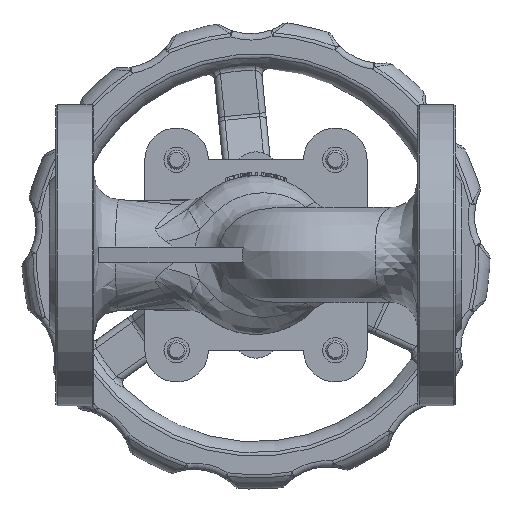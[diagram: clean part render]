
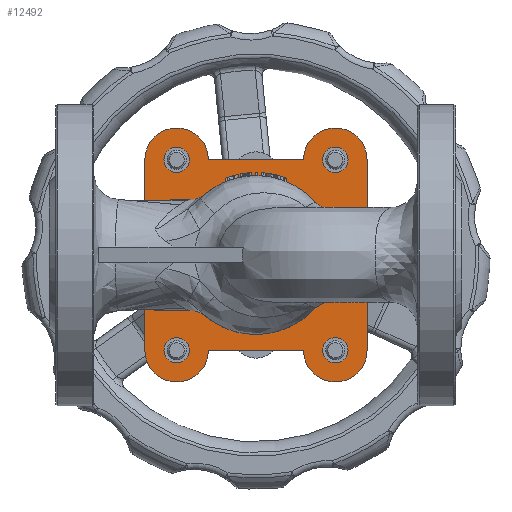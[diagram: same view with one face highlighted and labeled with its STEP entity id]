
A CAD part, front view. The second image highlights one B-rep face of the part: STEP entity #12492.
In plain terms, the highlighted planar face has unit normal (0, -1, 0).
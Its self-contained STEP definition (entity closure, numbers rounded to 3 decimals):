
#273=FACE_BOUND('',#3443,.T.);
#274=FACE_BOUND('',#3444,.T.);
#275=FACE_BOUND('',#3445,.T.);
#276=FACE_BOUND('',#3446,.T.);
#277=FACE_BOUND('',#3447,.T.);
#1015=CIRCLE('',#13579,25.);
#1038=CIRCLE('',#13623,10.);
#1039=CIRCLE('',#13624,10.);
#1040=CIRCLE('',#13625,10.);
#1041=CIRCLE('',#13626,10.);
#1042=CIRCLE('',#13627,4.);
#1043=CIRCLE('',#13628,4.);
#1044=CIRCLE('',#13629,4.);
#1045=CIRCLE('',#13630,4.);
#2648=FACE_OUTER_BOUND('',#3442,.T.);
#3442=EDGE_LOOP('',(#9985,#9986,#9987,#9988,#9989,#9990,#9991,#9992));
#3443=EDGE_LOOP('',(#9993));
#3444=EDGE_LOOP('',(#9994));
#3445=EDGE_LOOP('',(#9995));
#3446=EDGE_LOOP('',(#9996));
#3447=EDGE_LOOP('',(#9997,#9998));
#4326=LINE('',#22461,#4916);
#4327=LINE('',#22465,#4917);
#4328=LINE('',#22469,#4918);
#4329=LINE('',#22472,#4919);
#4916=VECTOR('',#16138,10.);
#4917=VECTOR('',#16141,10.);
#4918=VECTOR('',#16144,10.);
#4919=VECTOR('',#16147,10.);
#5261=B_SPLINE_CURVE_WITH_KNOTS('',3,(#22481,#22482,#22483,#22484,#22485,
#22486,#22487,#22488,#22489,#22490,#22491,#22492,#22493,#22494,#22495,#22496,
#22497,#22498,#22499,#22500),.UNSPECIFIED.,.F.,.F.,(4,2,2,2,2,2,2,2,2,4),
(0.,0.391,0.584,0.672,0.735,
0.8,0.896,1.008,1.204,1.46),
 .UNSPECIFIED.);
#5930=VERTEX_POINT('',#22147);
#5931=VERTEX_POINT('',#22245);
#5968=VERTEX_POINT('',#22457);
#5969=VERTEX_POINT('',#22458);
#5970=VERTEX_POINT('',#22460);
#5971=VERTEX_POINT('',#22462);
#5972=VERTEX_POINT('',#22464);
#5973=VERTEX_POINT('',#22466);
#5974=VERTEX_POINT('',#22468);
#5975=VERTEX_POINT('',#22470);
#5976=VERTEX_POINT('',#22473);
#5977=VERTEX_POINT('',#22475);
#5978=VERTEX_POINT('',#22477);
#5979=VERTEX_POINT('',#22479);
#7304=EDGE_CURVE('',#5931,#5930,#1015,.T.);
#7359=EDGE_CURVE('',#5968,#5969,#1038,.T.);
#7360=EDGE_CURVE('',#5970,#5968,#4326,.T.);
#7361=EDGE_CURVE('',#5971,#5970,#1039,.T.);
#7362=EDGE_CURVE('',#5972,#5971,#4327,.T.);
#7363=EDGE_CURVE('',#5973,#5972,#1040,.T.);
#7364=EDGE_CURVE('',#5974,#5973,#4328,.T.);
#7365=EDGE_CURVE('',#5975,#5974,#1041,.T.);
#7366=EDGE_CURVE('',#5969,#5975,#4329,.T.);
#7367=EDGE_CURVE('',#5976,#5976,#1042,.T.);
#7368=EDGE_CURVE('',#5977,#5977,#1043,.T.);
#7369=EDGE_CURVE('',#5978,#5978,#1044,.T.);
#7370=EDGE_CURVE('',#5979,#5979,#1045,.T.);
#7371=EDGE_CURVE('',#5930,#5931,#5261,.F.);
#9985=ORIENTED_EDGE('',*,*,#7359,.F.);
#9986=ORIENTED_EDGE('',*,*,#7360,.F.);
#9987=ORIENTED_EDGE('',*,*,#7361,.F.);
#9988=ORIENTED_EDGE('',*,*,#7362,.F.);
#9989=ORIENTED_EDGE('',*,*,#7363,.F.);
#9990=ORIENTED_EDGE('',*,*,#7364,.F.);
#9991=ORIENTED_EDGE('',*,*,#7365,.F.);
#9992=ORIENTED_EDGE('',*,*,#7366,.F.);
#9993=ORIENTED_EDGE('',*,*,#7367,.F.);
#9994=ORIENTED_EDGE('',*,*,#7368,.F.);
#9995=ORIENTED_EDGE('',*,*,#7369,.F.);
#9996=ORIENTED_EDGE('',*,*,#7370,.F.);
#9997=ORIENTED_EDGE('',*,*,#7371,.T.);
#9998=ORIENTED_EDGE('',*,*,#7304,.T.);
#12106=PLANE('',#13622);
#12492=ADVANCED_FACE('',(#2648,#273,#274,#275,#276,#277),#12106,.F.);
#13579=AXIS2_PLACEMENT_3D('',#22246,#16019,#16020);
#13622=AXIS2_PLACEMENT_3D('',#22456,#16134,#16135);
#13623=AXIS2_PLACEMENT_3D('',#22459,#16136,#16137);
#13624=AXIS2_PLACEMENT_3D('',#22463,#16139,#16140);
#13625=AXIS2_PLACEMENT_3D('',#22467,#16142,#16143);
#13626=AXIS2_PLACEMENT_3D('',#22471,#16145,#16146);
#13627=AXIS2_PLACEMENT_3D('',#22474,#16148,#16149);
#13628=AXIS2_PLACEMENT_3D('',#22476,#16150,#16151);
#13629=AXIS2_PLACEMENT_3D('',#22478,#16152,#16153);
#13630=AXIS2_PLACEMENT_3D('',#22480,#16154,#16155);
#16019=DIRECTION('center_axis',(0.,1.,0.));
#16020=DIRECTION('ref_axis',(0.,0.,1.));
#16134=DIRECTION('center_axis',(0.,1.,0.));
#16135=DIRECTION('ref_axis',(0.,0.,1.));
#16136=DIRECTION('center_axis',(0.,1.,0.));
#16137=DIRECTION('ref_axis',(1.,0.,0.));
#16138=DIRECTION('',(1.,0.,0.));
#16139=DIRECTION('center_axis',(0.,1.,0.));
#16140=DIRECTION('ref_axis',(1.,0.,0.));
#16141=DIRECTION('',(0.,0.,1.));
#16142=DIRECTION('center_axis',(0.,1.,0.));
#16143=DIRECTION('ref_axis',(1.,0.,0.));
#16144=DIRECTION('',(-1.,0.,0.));
#16145=DIRECTION('center_axis',(0.,1.,0.));
#16146=DIRECTION('ref_axis',(1.,0.,0.));
#16147=DIRECTION('',(0.,0.,-1.));
#16148=DIRECTION('center_axis',(0.,-1.,0.));
#16149=DIRECTION('ref_axis',(-1.,0.,0.));
#16150=DIRECTION('center_axis',(0.,-1.,0.));
#16151=DIRECTION('ref_axis',(-1.,0.,0.));
#16152=DIRECTION('center_axis',(0.,-1.,0.));
#16153=DIRECTION('ref_axis',(-1.,0.,0.));
#16154=DIRECTION('center_axis',(0.,-1.,0.));
#16155=DIRECTION('ref_axis',(-1.,0.,0.));
#22147=CARTESIAN_POINT('',(41.162,26.75,-7.139));
#22245=CARTESIAN_POINT('',(41.162,26.75,7.139));
#22246=CARTESIAN_POINT('Origin',(65.121,26.75,0.));
#22456=CARTESIAN_POINT('Origin',(65.121,26.75,0.));
#22457=CARTESIAN_POINT('',(80.121,26.75,30.));
#22458=CARTESIAN_POINT('',(100.121,26.75,30.));
#22459=CARTESIAN_POINT('Origin',(90.121,26.75,30.));
#22460=CARTESIAN_POINT('',(50.121,26.75,30.));
#22461=CARTESIAN_POINT('',(30.121,26.75,30.));
#22462=CARTESIAN_POINT('',(30.121,26.75,30.));
#22463=CARTESIAN_POINT('Origin',(40.121,26.75,30.));
#22464=CARTESIAN_POINT('',(30.121,26.75,-30.));
#22465=CARTESIAN_POINT('',(30.121,26.75,-30.));
#22466=CARTESIAN_POINT('',(50.121,26.75,-30.));
#22467=CARTESIAN_POINT('Origin',(40.121,26.75,-30.));
#22468=CARTESIAN_POINT('',(80.121,26.75,-30.));
#22469=CARTESIAN_POINT('',(100.121,26.75,-30.));
#22470=CARTESIAN_POINT('',(100.121,26.75,-30.));
#22471=CARTESIAN_POINT('Origin',(90.121,26.75,-30.));
#22472=CARTESIAN_POINT('',(100.121,26.75,30.));
#22473=CARTESIAN_POINT('',(94.121,26.75,-30.));
#22474=CARTESIAN_POINT('Origin',(90.121,26.75,-30.));
#22475=CARTESIAN_POINT('',(44.121,26.75,-30.));
#22476=CARTESIAN_POINT('Origin',(40.121,26.75,-30.));
#22477=CARTESIAN_POINT('',(94.121,26.75,30.));
#22478=CARTESIAN_POINT('Origin',(90.121,26.75,30.));
#22479=CARTESIAN_POINT('',(44.121,26.75,30.));
#22480=CARTESIAN_POINT('Origin',(40.121,26.75,30.));
#22481=CARTESIAN_POINT('Ctrl Pts',(41.162,26.75,7.139));
#22482=CARTESIAN_POINT('Ctrl Pts',(40.79,26.75,5.892));
#22483=CARTESIAN_POINT('Ctrl Pts',(40.469,26.75,4.652));
#22484=CARTESIAN_POINT('Ctrl Pts',(40.144,26.75,2.736));
#22485=CARTESIAN_POINT('Ctrl Pts',(40.064,26.75,2.101));
#22486=CARTESIAN_POINT('Ctrl Pts',(39.993,26.75,1.168));
#22487=CARTESIAN_POINT('Ctrl Pts',(39.977,26.75,0.877));
#22488=CARTESIAN_POINT('Ctrl Pts',(39.961,26.75,0.376));
#22489=CARTESIAN_POINT('Ctrl Pts',(39.958,26.75,0.167));
#22490=CARTESIAN_POINT('Ctrl Pts',(39.959,26.75,-0.26));
#22491=CARTESIAN_POINT('Ctrl Pts',(39.963,26.75,-0.476));
#22492=CARTESIAN_POINT('Ctrl Pts',(39.983,26.75,-1.011));
#22493=CARTESIAN_POINT('Ctrl Pts',(40.003,26.75,-1.327));
#22494=CARTESIAN_POINT('Ctrl Pts',(40.062,26.75,-2.014));
#22495=CARTESIAN_POINT('Ctrl Pts',(40.104,26.75,-2.383));
#22496=CARTESIAN_POINT('Ctrl Pts',(40.247,26.75,-3.397));
#22497=CARTESIAN_POINT('Ctrl Pts',(40.366,26.75,-4.035));
#22498=CARTESIAN_POINT('Ctrl Pts',(40.695,26.75,-5.503));
#22499=CARTESIAN_POINT('Ctrl Pts',(40.918,26.75,-6.322));
#22500=CARTESIAN_POINT('Ctrl Pts',(41.162,26.75,-7.139));
